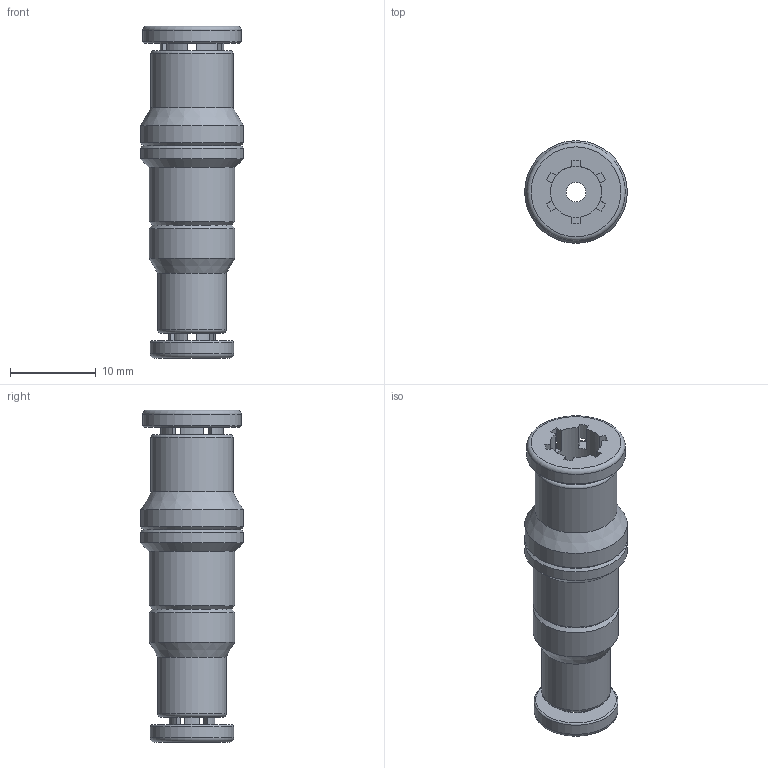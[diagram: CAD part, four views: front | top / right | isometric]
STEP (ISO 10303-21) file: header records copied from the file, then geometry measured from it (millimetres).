
FILE_DESCRIPTION(/* description */ ('STEP AP214'),/* implementation_level */ '2;1');
FILE_NAME(/* name */ '130651_CRQS-6-4',/* time_stamp */ '2024-08-08T21:32:17+02:00',/* author */ ('License CC BY-ND 4.0'),/* organization */ ('CADENAS'),/* preprocessor_version */ 'ST-DEVELOPER v19.3',/* originating_system */ 'PARTsolutions',/* authorisation */ ' ');
FILE_SCHEMA (('AUTOMOTIVE_DESIGN {1 0 10303 214 3 1 1}'));
Length unit declared in the file: millimetre
Products named in the file (1): 130651 CRQS-6-4
Bounding box: 12 x 12 x 38.8 mm (x, y, z)
Volume: 2096.7 mm3; surface area: 2178.1 mm2
Topology: 1 solids, 1 shells, 80 faces, 246 edges, 150 vertices
Faces by surface type: cylinder 35, plane 32, cone 8, torus 5
Full cylindrical faces by diameter (mm): 2.3 x1, 4 x1, 6 x1, 8 x1, 9.6 x1, 9.8 x1, 10 x2, 11.5 x1, 12 x2
Entity records: 2678 total; most frequent: DIRECTION 482, CARTESIAN_POINT 449, ORIENTED_EDGE 440, EDGE_CURVE 220, AXIS2_PLACEMENT_3D 181, VERTEX_POINT 148, LINE 120, VECTOR 120
